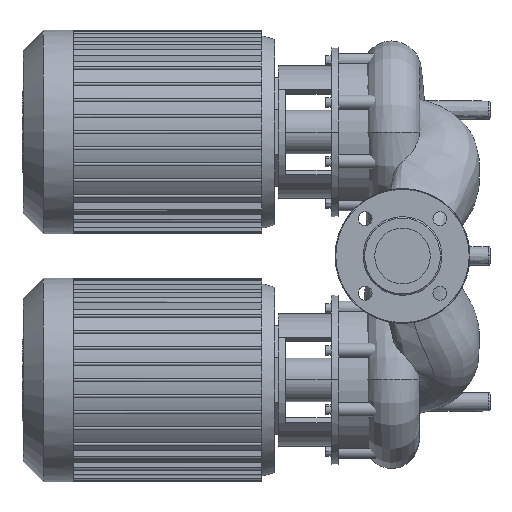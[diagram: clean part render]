
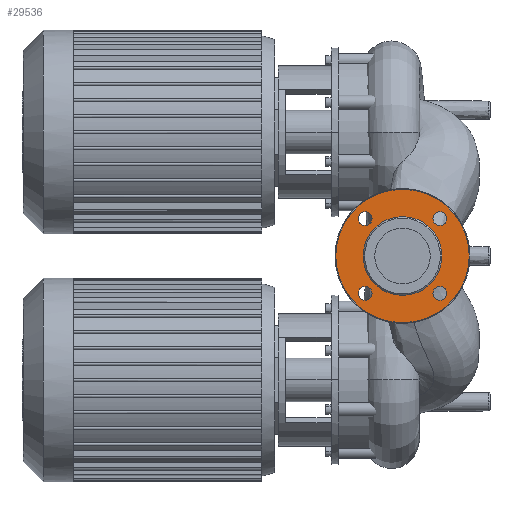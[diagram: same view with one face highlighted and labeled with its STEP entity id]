
A CAD part, left-side view. The second image highlights one B-rep face of the part: STEP entity #29536.
In plain terms, the highlighted free-form (B-spline) face has degree [1, 1] with [2, 2] control points.
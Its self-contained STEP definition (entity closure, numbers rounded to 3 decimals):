
#28915=CARTESIAN_POINT('',(2.,0.,-91.5));
#28916=VERTEX_POINT('',#28915);
#28932=CARTESIAN_POINT('',(2.,0.,91.5));
#28933=VERTEX_POINT('',#28932);
#28941=CARTESIAN_POINT('',(2.,-91.5,0.0));
#28942=VERTEX_POINT('',#28941);
#28943=CARTESIAN_POINT('',(2.,0.,0.0));
#28944=DIRECTION('',(-1.0,0.0,0.0));
#28945=DIRECTION('',(0.0,-1.0,0.0));
#28946=AXIS2_PLACEMENT_3D('',#28943,#28944,#28945);
#28947=CIRCLE('',#28946,91.5);
#28948=EDGE_CURVE('',#28942,#28933,#28947,.T.);
#28950=CARTESIAN_POINT('',(2.,0.,0.0));
#28951=DIRECTION('',(-1.0,0.0,0.0));
#28952=DIRECTION('',(0.0,-1.0,0.0));
#28953=AXIS2_PLACEMENT_3D('',#28950,#28951,#28952);
#28954=CIRCLE('',#28953,91.5);
#28955=EDGE_CURVE('',#28916,#28942,#28954,.T.);
#28986=CARTESIAN_POINT('',(2.,-54.,0.0));
#28987=VERTEX_POINT('',#28986);
#28996=CARTESIAN_POINT('',(2.,54.,0.));
#28997=VERTEX_POINT('',#28996);
#28998=CARTESIAN_POINT('',(2.,0.,0.0));
#28999=DIRECTION('',(-1.0,0.0,0.0));
#29000=DIRECTION('',(0.0,-1.0,0.0));
#29001=AXIS2_PLACEMENT_3D('',#28998,#28999,#29000);
#29002=CIRCLE('',#29001,54.);
#29003=EDGE_CURVE('',#28987,#28997,#29002,.T.);
#29049=CARTESIAN_POINT('',(2.,-51.265,41.765));
#29050=VERTEX_POINT('',#29049);
#29059=CARTESIAN_POINT('',(2.,-51.265,60.765));
#29060=VERTEX_POINT('',#29059);
#29061=CARTESIAN_POINT('',(2.,-51.265,51.265));
#29062=DIRECTION('',(-1.0,0.0,0.0));
#29063=DIRECTION('',(0.0,0.0,-1.0));
#29064=AXIS2_PLACEMENT_3D('',#29061,#29062,#29063);
#29065=CIRCLE('',#29064,9.5);
#29066=EDGE_CURVE('',#29050,#29060,#29065,.T.);
#29112=CARTESIAN_POINT('',(2.,41.765,51.265));
#29113=VERTEX_POINT('',#29112);
#29122=CARTESIAN_POINT('',(2.,60.765,51.265));
#29123=VERTEX_POINT('',#29122);
#29124=CARTESIAN_POINT('',(2.,51.265,51.265));
#29125=DIRECTION('',(-1.0,0.0,0.0));
#29126=DIRECTION('',(0.0,-1.0,0.0));
#29127=AXIS2_PLACEMENT_3D('',#29124,#29125,#29126);
#29128=CIRCLE('',#29127,9.5);
#29129=EDGE_CURVE('',#29113,#29123,#29128,.T.);
#29175=CARTESIAN_POINT('',(2.,51.265,-41.765));
#29176=VERTEX_POINT('',#29175);
#29185=CARTESIAN_POINT('',(2.,51.265,-60.765));
#29186=VERTEX_POINT('',#29185);
#29187=CARTESIAN_POINT('',(2.,51.265,-51.265));
#29188=DIRECTION('',(-1.0,0.0,0.0));
#29189=DIRECTION('',(0.0,0.0,1.0));
#29190=AXIS2_PLACEMENT_3D('',#29187,#29188,#29189);
#29191=CIRCLE('',#29190,9.5);
#29192=EDGE_CURVE('',#29176,#29186,#29191,.T.);
#29238=CARTESIAN_POINT('',(2.,-41.765,-51.265));
#29239=VERTEX_POINT('',#29238);
#29248=CARTESIAN_POINT('',(2.,-60.765,-51.265));
#29249=VERTEX_POINT('',#29248);
#29250=CARTESIAN_POINT('',(2.,-51.265,-51.265));
#29251=DIRECTION('',(-1.0,0.0,0.0));
#29252=DIRECTION('',(0.0,1.0,0.0));
#29253=AXIS2_PLACEMENT_3D('',#29250,#29251,#29252);
#29254=CIRCLE('',#29253,9.5);
#29255=EDGE_CURVE('',#29239,#29249,#29254,.T.);
#29310=CARTESIAN_POINT('',(2.,-51.265,-51.265));
#29311=DIRECTION('',(-1.0,0.0,0.0));
#29312=DIRECTION('',(0.0,1.0,0.0));
#29313=AXIS2_PLACEMENT_3D('',#29310,#29311,#29312);
#29314=CIRCLE('',#29313,9.5);
#29315=EDGE_CURVE('',#29249,#29239,#29314,.T.);
#29355=CARTESIAN_POINT('',(2.,51.265,-51.265));
#29356=DIRECTION('',(-1.0,0.0,0.0));
#29357=DIRECTION('',(0.0,0.0,1.0));
#29358=AXIS2_PLACEMENT_3D('',#29355,#29356,#29357);
#29359=CIRCLE('',#29358,9.5);
#29360=EDGE_CURVE('',#29186,#29176,#29359,.T.);
#29400=CARTESIAN_POINT('',(2.,51.265,51.265));
#29401=DIRECTION('',(-1.0,0.0,0.0));
#29402=DIRECTION('',(0.0,-1.0,0.0));
#29403=AXIS2_PLACEMENT_3D('',#29400,#29401,#29402);
#29404=CIRCLE('',#29403,9.5);
#29405=EDGE_CURVE('',#29123,#29113,#29404,.T.);
#29445=CARTESIAN_POINT('',(2.,-51.265,51.265));
#29446=DIRECTION('',(-1.0,0.0,0.0));
#29447=DIRECTION('',(0.0,0.0,-1.0));
#29448=AXIS2_PLACEMENT_3D('',#29445,#29446,#29447);
#29449=CIRCLE('',#29448,9.5);
#29450=EDGE_CURVE('',#29060,#29050,#29449,.T.);
#29490=CARTESIAN_POINT('',(2.,0.,0.0));
#29491=DIRECTION('',(-1.0,0.0,0.0));
#29492=DIRECTION('',(0.0,-1.0,0.0));
#29493=AXIS2_PLACEMENT_3D('',#29490,#29491,#29492);
#29494=CIRCLE('',#29493,54.);
#29495=EDGE_CURVE('',#28997,#28987,#29494,.T.);
#29500=CARTESIAN_POINT('',(2.,-91.5,-91.5));
#29501=CARTESIAN_POINT('',(2.,-91.5,91.5));
#29502=CARTESIAN_POINT('',(2.,91.5,-91.5));
#29503=CARTESIAN_POINT('',(2.,91.5,91.5));
#29504=B_SPLINE_SURFACE_WITH_KNOTS('',1,1,((#29500,#29502),(#29501,#29503)),.UNSPECIFIED.,.F.,.F.,.U.,(2,2),(2,2),(0.0,183.),(0.0,183.),.UNSPECIFIED.);
#29505=ORIENTED_EDGE('',*,*,#28948,.T.);
#29506=CARTESIAN_POINT('',(2.,0.,0.0));
#29507=DIRECTION('',(-1.0,0.0,0.0));
#29508=DIRECTION('',(0.0,-1.0,0.0));
#29509=AXIS2_PLACEMENT_3D('',#29506,#29507,#29508);
#29510=CIRCLE('',#29509,91.5);
#29511=EDGE_CURVE('',#28933,#28916,#29510,.T.);
#29512=ORIENTED_EDGE('',*,*,#29511,.T.);
#29513=ORIENTED_EDGE('',*,*,#28955,.T.);
#29514=EDGE_LOOP('',(#29505,#29512,#29513));
#29515=FACE_OUTER_BOUND('',#29514,.T.);
#29516=ORIENTED_EDGE('',*,*,#29315,.F.);
#29517=ORIENTED_EDGE('',*,*,#29255,.F.);
#29518=EDGE_LOOP('',(#29516,#29517));
#29519=FACE_BOUND('',#29518,.T.);
#29520=ORIENTED_EDGE('',*,*,#29360,.F.);
#29521=ORIENTED_EDGE('',*,*,#29192,.F.);
#29522=EDGE_LOOP('',(#29520,#29521));
#29523=FACE_BOUND('',#29522,.T.);
#29524=ORIENTED_EDGE('',*,*,#29405,.F.);
#29525=ORIENTED_EDGE('',*,*,#29129,.F.);
#29526=EDGE_LOOP('',(#29524,#29525));
#29527=FACE_BOUND('',#29526,.T.);
#29528=ORIENTED_EDGE('',*,*,#29450,.F.);
#29529=ORIENTED_EDGE('',*,*,#29066,.F.);
#29530=EDGE_LOOP('',(#29528,#29529));
#29531=FACE_BOUND('',#29530,.T.);
#29532=ORIENTED_EDGE('',*,*,#29003,.F.);
#29533=ORIENTED_EDGE('',*,*,#29495,.F.);
#29534=EDGE_LOOP('',(#29532,#29533));
#29535=FACE_BOUND('',#29534,.T.);
#29536=ADVANCED_FACE('',(#29515,#29519,#29523,#29527,#29531,#29535),#29504,.T.);
